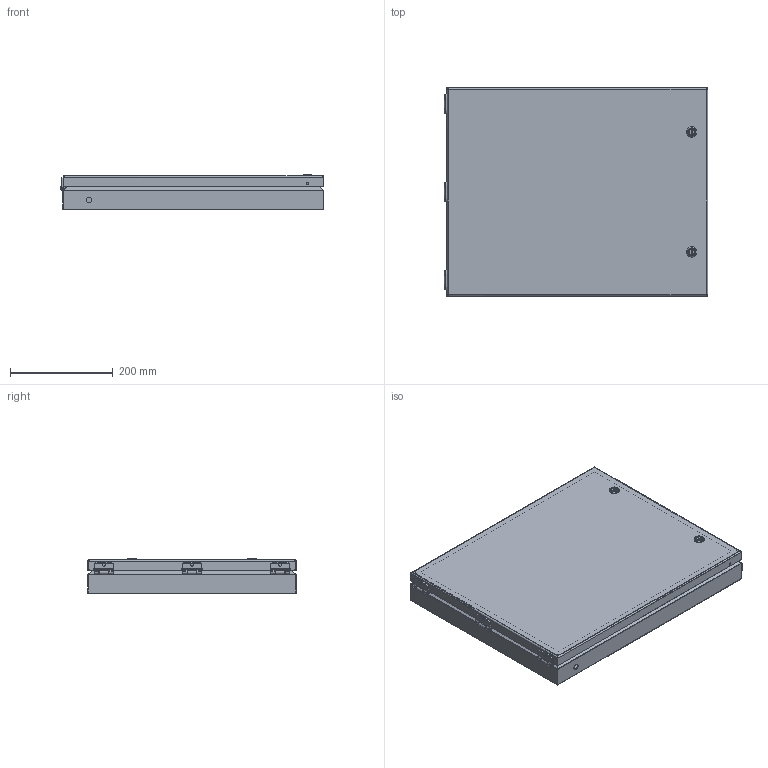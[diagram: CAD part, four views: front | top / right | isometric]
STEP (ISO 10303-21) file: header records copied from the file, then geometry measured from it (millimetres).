
FILE_DESCRIPTION (( 'STEP AP214' ), '1' );
FILE_NAME ('SCE-HA1620.STEP', '2021-08-12T10:25:36', ( '' ), ( '' ), 'SwSTEP 2.0', 'SolidWorks 2021', '' );
FILE_SCHEMA (( 'AUTOMOTIVE_DESIGN' ));
Length unit declared in the file: inch
Products named in the file (1): SCE-HA1620
Bounding box: 513.6 x 406.4 x 69.4 mm (x, y, z)
Volume: 699224.9 mm3; surface area: 872281.6 mm2
Topology: 36 solids, 39 shells, 1743 faces, 4210 edges, 2544 vertices
Faces by surface type: plane 681, bspline 574, cylinder 441, cone 25, torus 22
Full cylindrical faces by diameter (mm): 0.508 x3, 2.54 x3, 3.962 x3, 4.013 x9, 4.064 x12, 4.572 x3, 4.775 x2, 4.826 x2, 5.08 x2, 6.02 x6, 6.058 x2, 6.463 x2, 6.604 x3, 6.756 x3, 6.824 x2, 7.167 x2, 7.216 x6, 7.874 x2, 8.28 x2, 8.89 x2, 10.922 x2, 11.176 x1, 11.684 x2, 12.065 x2, 12.256 x6, 16.002 x2, 20.018 x2
Entity records: 92454 total; most frequent: CARTESIAN_POINT 34663, ORIENTED_EDGE 7966, DIRECTION 5764, EDGE_CURVE 3983, VERTEX_POINT 2490, AXIS2_PLACEMENT_3D 2259, EDGE_LOOP 1989, FACE_OUTER_BOUND 1866
